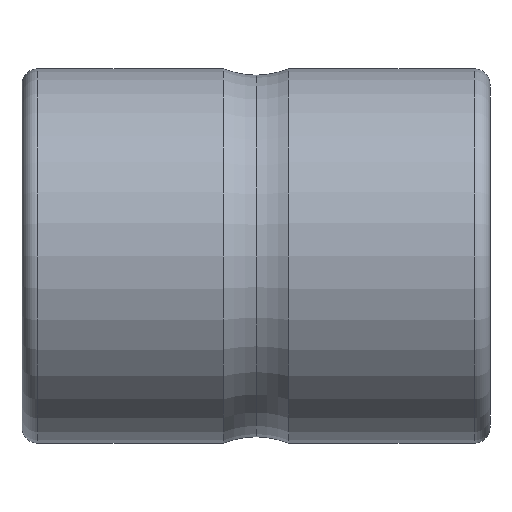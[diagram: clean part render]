
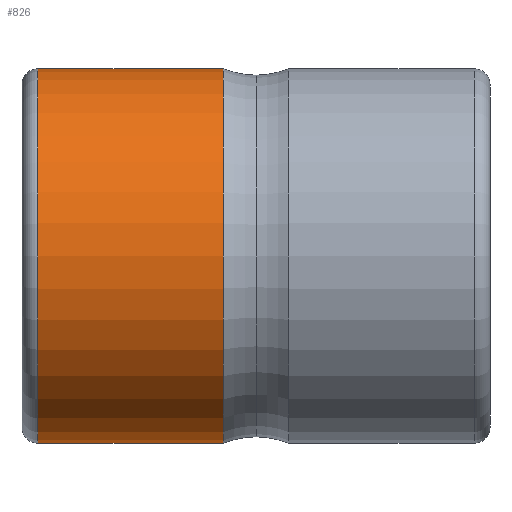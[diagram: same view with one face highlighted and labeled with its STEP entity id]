
A CAD part, left-side view. The second image highlights one B-rep face of the part: STEP entity #826.
In plain terms, the highlighted cylindrical face has radius 12 mm (diameter 24 mm), a partial arc.
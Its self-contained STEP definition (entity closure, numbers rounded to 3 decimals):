
#64 = DIRECTION ( 'NONE',  ( 0., 0., -1. ) ) ;
#69 = CARTESIAN_POINT ( 'NONE',  ( 0., 48.468, 0. ) ) ;
#126 = CARTESIAN_POINT ( 'NONE',  ( 0., 0., -12. ) ) ;
#129 = LINE ( 'NONE', #126, #277 ) ;
#142 = CYLINDRICAL_SURFACE ( 'NONE', #297, 12. ) ;
#151 = CARTESIAN_POINT ( 'NONE',  ( 0., 0., 12. ) ) ;
#152 = CIRCLE ( 'NONE', #252, 12. ) ;
#156 = EDGE_CURVE ( 'NONE', #545, #649, #152, .T. ) ;
#183 = LINE ( 'NONE', #151, #838 ) ;
#216 = AXIS2_PLACEMENT_3D ( 'NONE', #842, #460, #64 ) ;
#220 = VERTEX_POINT ( 'NONE', #493 ) ;
#232 = CARTESIAN_POINT ( 'NONE',  ( 0., 0., 0. ) ) ;
#252 = AXIS2_PLACEMENT_3D ( 'NONE', #69, #448, #420 ) ;
#265 = EDGE_CURVE ( 'NONE', #545, #220, #183, .T. ) ;
#277 = VECTOR ( 'NONE', #527, 1000. ) ;
#297 = AXIS2_PLACEMENT_3D ( 'NONE', #232, #568, #630 ) ;
#364 = ORIENTED_EDGE ( 'NONE', *, *, #156, .T. ) ;
#396 = CARTESIAN_POINT ( 'NONE',  ( 0., 48.468, -12. ) ) ;
#397 = VERTEX_POINT ( 'NONE', #496 ) ;
#420 = DIRECTION ( 'NONE',  ( 0., 0., -1. ) ) ;
#448 = DIRECTION ( 'NONE',  ( 0., -1., 0. ) ) ;
#460 = DIRECTION ( 'NONE',  ( 0., -1., 0. ) ) ;
#474 = ORIENTED_EDGE ( 'NONE', *, *, #549, .F. ) ;
#479 = CIRCLE ( 'NONE', #216, 12. ) ;
#493 = CARTESIAN_POINT ( 'NONE',  ( 0., 36.576, 12. ) ) ;
#496 = CARTESIAN_POINT ( 'NONE',  ( 0., 36.576, -12. ) ) ;
#515 = FACE_OUTER_BOUND ( 'NONE', #667, .T. ) ;
#527 = DIRECTION ( 'NONE',  ( 0., -1., 0. ) ) ;
#538 = EDGE_CURVE ( 'NONE', #649, #397, #129, .T. ) ;
#545 = VERTEX_POINT ( 'NONE', #776 ) ;
#547 = ORIENTED_EDGE ( 'NONE', *, *, #538, .T. ) ;
#549 = EDGE_CURVE ( 'NONE', #220, #397, #479, .T. ) ;
#568 = DIRECTION ( 'NONE',  ( 0., -1., 0. ) ) ;
#611 = DIRECTION ( 'NONE',  ( 0., -1., 0. ) ) ;
#630 = DIRECTION ( 'NONE',  ( 0., 0., -1. ) ) ;
#649 = VERTEX_POINT ( 'NONE', #396 ) ;
#661 = ORIENTED_EDGE ( 'NONE', *, *, #265, .F. ) ;
#667 = EDGE_LOOP ( 'NONE', ( #661, #364, #547, #474 ) ) ;
#776 = CARTESIAN_POINT ( 'NONE',  ( 0., 48.468, 12. ) ) ;
#826 = ADVANCED_FACE ( 'NONE', ( #515 ), #142, .T. ) ;
#838 = VECTOR ( 'NONE', #611, 1000. ) ;
#842 = CARTESIAN_POINT ( 'NONE',  ( 0., 36.576, 0. ) ) ;
